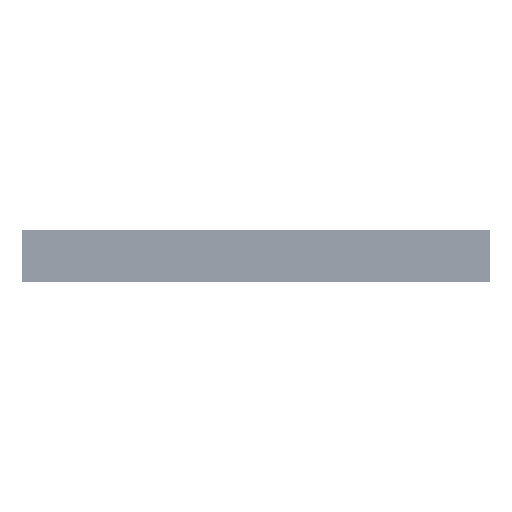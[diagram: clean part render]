
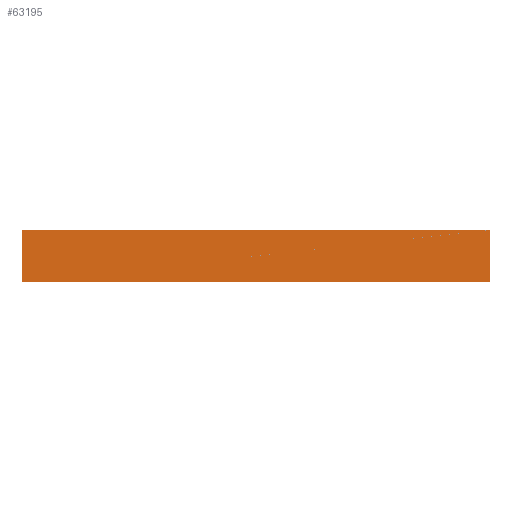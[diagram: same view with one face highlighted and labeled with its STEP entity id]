
A CAD part, front view. The second image highlights one B-rep face of the part: STEP entity #63195.
In plain terms, the highlighted planar face has unit normal (0, -1, 0).
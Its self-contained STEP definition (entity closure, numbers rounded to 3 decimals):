
#801 = CARTESIAN_POINT ( 'NONE',  ( -450., -600., 100. ) ) ;
#850 = DIRECTION ( 'NONE',  ( 0., 0., 1. ) ) ;
#3122 = ORIENTED_EDGE ( 'NONE', *, *, #29134, .F. ) ;
#3574 = VERTEX_POINT ( 'NONE', #71100 ) ;
#5398 = VECTOR ( 'NONE', #23883, 1000. ) ;
#5850 = ORIENTED_EDGE ( 'NONE', *, *, #44376, .T. ) ;
#9370 = LINE ( 'NONE', #56406, #74979 ) ;
#12110 = VECTOR ( 'NONE', #77979, 1000. ) ;
#18509 = CARTESIAN_POINT ( 'NONE',  ( -450., -600., 100. ) ) ;
#20978 = DIRECTION ( 'NONE',  ( 1., 0., 0. ) ) ;
#23796 = DIRECTION ( 'NONE',  ( 0., 0., -1. ) ) ;
#23883 = DIRECTION ( 'NONE',  ( 1., 0., 0. ) ) ;
#24221 = CARTESIAN_POINT ( 'NONE',  ( -450., -600., 100. ) ) ;
#29134 = EDGE_CURVE ( 'NONE', #57763, #3574, #105323, .T. ) ;
#35881 = LINE ( 'NONE', #24221, #12110 ) ;
#38099 = CARTESIAN_POINT ( 'NONE',  ( -450., -600., 0. ) ) ;
#41664 = CARTESIAN_POINT ( 'NONE',  ( 450., -600., 100. ) ) ;
#42461 = EDGE_LOOP ( 'NONE', ( #5850, #3122, #113375, #76959 ) ) ;
#44376 = EDGE_CURVE ( 'NONE', #47553, #3574, #9370, .T. ) ;
#44501 = LINE ( 'NONE', #77254, #5398 ) ;
#47553 = VERTEX_POINT ( 'NONE', #38099 ) ;
#50409 = AXIS2_PLACEMENT_3D ( 'NONE', #18509, #54334, #850 ) ;
#50575 = FACE_OUTER_BOUND ( 'NONE', #42461, .T. ) ;
#54334 = DIRECTION ( 'NONE',  ( 0., 1., 0. ) ) ;
#56406 = CARTESIAN_POINT ( 'NONE',  ( -450., -600., 0. ) ) ;
#57763 = VERTEX_POINT ( 'NONE', #93938 ) ;
#63195 = ADVANCED_FACE ( 'NONE', ( #50575 ), #107807, .F. ) ;
#71100 = CARTESIAN_POINT ( 'NONE',  ( 450., -600., 0. ) ) ;
#74979 = VECTOR ( 'NONE', #20978, 1000. ) ;
#75946 = VECTOR ( 'NONE', #23796, 1000. ) ;
#76959 = ORIENTED_EDGE ( 'NONE', *, *, #108282, .T. ) ;
#77254 = CARTESIAN_POINT ( 'NONE',  ( -450., -600., 100. ) ) ;
#77979 = DIRECTION ( 'NONE',  ( 0., 0., -1. ) ) ;
#86065 = EDGE_CURVE ( 'NONE', #97782, #57763, #44501, .T. ) ;
#93938 = CARTESIAN_POINT ( 'NONE',  ( 450., -600., 100. ) ) ;
#97782 = VERTEX_POINT ( 'NONE', #801 ) ;
#105323 = LINE ( 'NONE', #41664, #75946 ) ;
#107807 = PLANE ( 'NONE',  #50409 ) ;
#108282 = EDGE_CURVE ( 'NONE', #97782, #47553, #35881, .T. ) ;
#113375 = ORIENTED_EDGE ( 'NONE', *, *, #86065, .F. ) ;
